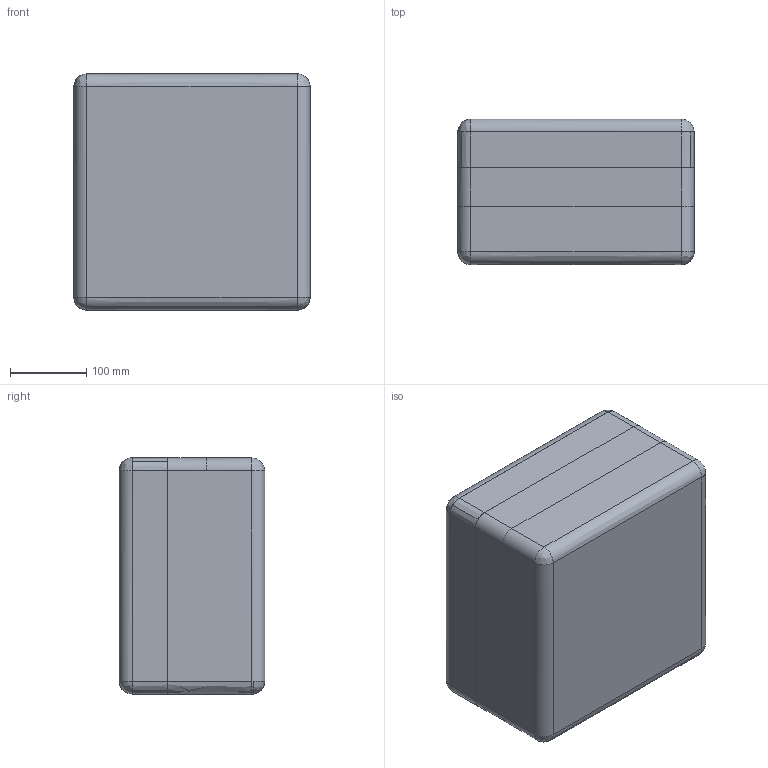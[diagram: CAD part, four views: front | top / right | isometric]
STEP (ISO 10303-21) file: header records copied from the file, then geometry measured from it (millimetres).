
FILE_DESCRIPTION(('FreeCAD Model'),'2;1');
FILE_NAME('Open CASCADE Shape Model','2025-05-04T10:37:05',('FreeCAD'),( 'FreeCAD'),'Open CASCADE STEP processor 7.6','FreeCAD','Unknown');
FILE_SCHEMA(('AUTOMOTIVE_DESIGN { 1 0 10303 214 1 1 1 1 }'));
Length unit declared in the file: millimetre
Products named in the file (1): Open CASCADE STEP translator 7.6 1
Bounding box: 310.12 x 191.16 x 310.26 mm (x, y, z)
Volume: 7976608.7 mm3; surface area: 2130430.4 mm2
Topology: 30 solids, 51 shells, 241 faces, 556 edges, 387 vertices
Faces by surface type: bspline 241
Entity records: 6778 total; most frequent: CARTESIAN_POINT 3250, ORIENTED_EDGE 1004, EDGE_CURVE 556, B_SPLINE_CURVE_WITH_KNOTS 520, VERTEX_POINT 387, ADVANCED_FACE 241, FACE_BOUND 241, EDGE_LOOP 241
